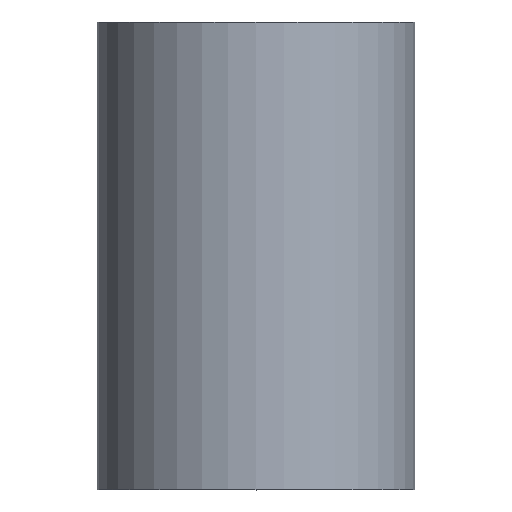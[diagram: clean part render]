
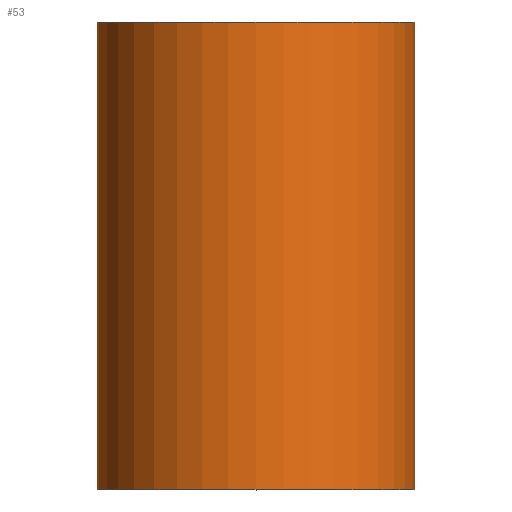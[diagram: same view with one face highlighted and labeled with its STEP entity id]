
A CAD part, top view. The second image highlights one B-rep face of the part: STEP entity #53.
In plain terms, the highlighted cylindrical face has radius 17 mm (diameter 34 mm), a full revolution.
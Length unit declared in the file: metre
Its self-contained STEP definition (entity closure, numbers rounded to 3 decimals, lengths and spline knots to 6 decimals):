
#16=ORIENTED_EDGE('',*,*,#24,.T.);
#17=ORIENTED_EDGE('',*,*,#25,.F.);
#24=EDGE_CURVE('',#28,#28,#32,.T.);
#25=EDGE_CURVE('',#29,#29,#33,.T.);
#28=VERTEX_POINT('',#103);
#29=VERTEX_POINT('',#105);
#32=CIRCLE('',#73,0.017);
#33=CIRCLE('',#74,0.017);
#36=EDGE_LOOP('',(#16));
#37=EDGE_LOOP('',(#17));
#44=FACE_BOUND('',#36,.T.);
#45=FACE_BOUND('',#37,.T.);
#51=CYLINDRICAL_SURFACE('',#72,0.017);
#53=ADVANCED_FACE('',(#44,#45),#51,.T.);
#72=AXIS2_PLACEMENT_3D('',#101,#85,#86);
#73=AXIS2_PLACEMENT_3D('',#102,#87,#88);
#74=AXIS2_PLACEMENT_3D('',#104,#89,#90);
#85=DIRECTION('',(0.,-1.,0.));
#86=DIRECTION('',(0.,0.,-1.));
#87=DIRECTION('',(0.,-1.,0.));
#88=DIRECTION('',(0.,0.,-1.));
#89=DIRECTION('',(0.,-1.,0.));
#90=DIRECTION('',(0.,0.,-1.));
#101=CARTESIAN_POINT('',(0.,-0.33476,0.));
#102=CARTESIAN_POINT('',(0.,-0.33476,0.));
#103=CARTESIAN_POINT('',(0.,-0.33476,-0.017));
#104=CARTESIAN_POINT('',(0.,-0.38476,0.));
#105=CARTESIAN_POINT('',(0.,-0.38476,-0.017));
